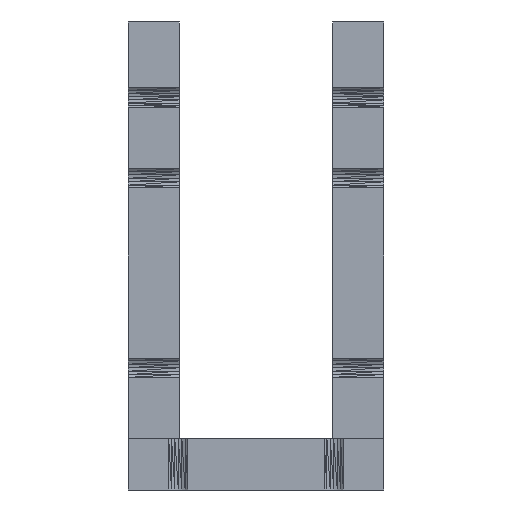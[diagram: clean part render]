
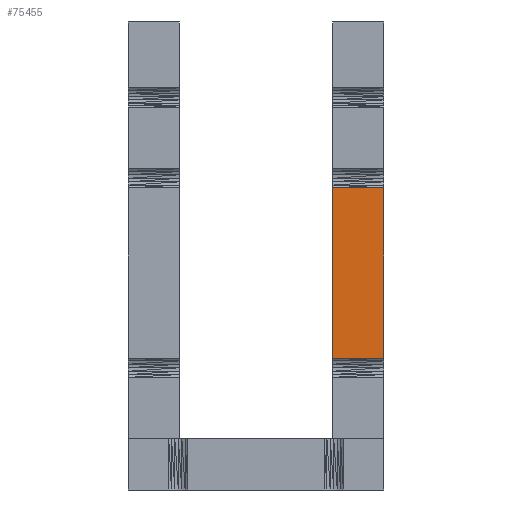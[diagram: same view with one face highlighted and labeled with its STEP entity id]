
A CAD part, front view. The second image highlights one B-rep face of the part: STEP entity #75455.
In plain terms, the highlighted planar face has unit normal (0, 1, 0).
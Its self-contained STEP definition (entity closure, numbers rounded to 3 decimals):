
#47171 = VERTEX_POINT('',#47172);
#47172 = CARTESIAN_POINT('',(6.,0.,-39.5));
#47186 = PLANE('',#47187);
#47187 = AXIS2_PLACEMENT_3D('',#47188,#47189,#47190);
#47188 = CARTESIAN_POINT('',(3.,3.869,-39.5));
#47189 = DIRECTION('',(0.,0.,-1.));
#47190 = DIRECTION('',(-1.,0.,0.));
#69736 = VERTEX_POINT('',#69737);
#69737 = CARTESIAN_POINT('',(0.,0.,-39.5));
#75374 = VERTEX_POINT('',#75375);
#75375 = CARTESIAN_POINT('',(0.,-0.,-19.5));
#75407 = EDGE_CURVE('',#69736,#47171,#75408,.T.);
#75408 = SURFACE_CURVE('',#75409,(#75413,#75420),.PCURVE_S1.);
#75409 = LINE('',#75410,#75411);
#75410 = CARTESIAN_POINT('',(0.,0.,-39.5));
#75411 = VECTOR('',#75412,1.);
#75412 = DIRECTION('',(1.,0.,0.));
#75413 = PCURVE('',#47186,#75414);
#75414 = DEFINITIONAL_REPRESENTATION('',(#75415),#75419);
#75415 = LINE('',#75416,#75417);
#75416 = CARTESIAN_POINT('',(3.,-3.869));
#75417 = VECTOR('',#75418,1.);
#75418 = DIRECTION('',(-1.,0.));
#75419 = ( GEOMETRIC_REPRESENTATION_CONTEXT(2) 
PARAMETRIC_REPRESENTATION_CONTEXT() REPRESENTATION_CONTEXT('2D SPACE',''
  ) );
#75420 = PCURVE('',#75421,#75426);
#75421 = PLANE('',#75422);
#75422 = AXIS2_PLACEMENT_3D('',#75423,#75424,#75425);
#75423 = CARTESIAN_POINT('',(3.,-0.,-29.5));
#75424 = DIRECTION('',(0.,-1.,-0.));
#75425 = DIRECTION('',(0.,0.,-1.));
#75426 = DEFINITIONAL_REPRESENTATION('',(#75427),#75431);
#75427 = LINE('',#75428,#75429);
#75428 = CARTESIAN_POINT('',(10.,-3.));
#75429 = VECTOR('',#75430,1.);
#75430 = DIRECTION('',(0.,1.));
#75431 = ( GEOMETRIC_REPRESENTATION_CONTEXT(2) 
PARAMETRIC_REPRESENTATION_CONTEXT() REPRESENTATION_CONTEXT('2D SPACE',''
  ) );
#75455 = ADVANCED_FACE('',(#75456),#75421,.F.);
#75456 = FACE_BOUND('',#75457,.F.);
#75457 = EDGE_LOOP('',(#75458,#75474,#75490,#75504,#75520,#75534));
#75458 = ORIENTED_EDGE('',*,*,#75459,.T.);
#75459 = EDGE_CURVE('',#47171,#75460,#75462,.T.);
#75460 = VERTEX_POINT('',#75461);
#75461 = CARTESIAN_POINT('',(6.,-0.,-29.5));
#75462 = SURFACE_CURVE('',#75463,(#75467),.PCURVE_S1.);
#75463 = LINE('',#75464,#75465);
#75464 = CARTESIAN_POINT('',(6.,0.,-39.5));
#75465 = VECTOR('',#75466,1.);
#75466 = DIRECTION('',(0.,-0.,1.));
#75467 = PCURVE('',#75421,#75468);
#75468 = DEFINITIONAL_REPRESENTATION('',(#75469),#75473);
#75469 = LINE('',#75470,#75471);
#75470 = CARTESIAN_POINT('',(10.,3.));
#75471 = VECTOR('',#75472,1.);
#75472 = DIRECTION('',(-1.,0.));
#75473 = ( GEOMETRIC_REPRESENTATION_CONTEXT(2) 
PARAMETRIC_REPRESENTATION_CONTEXT() REPRESENTATION_CONTEXT('2D SPACE',''
  ) );
#75474 = ORIENTED_EDGE('',*,*,#75475,.T.);
#75475 = EDGE_CURVE('',#75460,#75476,#75478,.T.);
#75476 = VERTEX_POINT('',#75477);
#75477 = CARTESIAN_POINT('',(6.,-0.,-19.5));
#75478 = SURFACE_CURVE('',#75479,(#75483),.PCURVE_S1.);
#75479 = LINE('',#75480,#75481);
#75480 = CARTESIAN_POINT('',(6.,-0.,-29.5));
#75481 = VECTOR('',#75482,1.);
#75482 = DIRECTION('',(0.,0.,1.));
#75483 = PCURVE('',#75421,#75484);
#75484 = DEFINITIONAL_REPRESENTATION('',(#75485),#75489);
#75485 = LINE('',#75486,#75487);
#75486 = CARTESIAN_POINT('',(0.,3.));
#75487 = VECTOR('',#75488,1.);
#75488 = DIRECTION('',(-1.,0.));
#75489 = ( GEOMETRIC_REPRESENTATION_CONTEXT(2) 
PARAMETRIC_REPRESENTATION_CONTEXT() REPRESENTATION_CONTEXT('2D SPACE',''
  ) );
#75490 = ORIENTED_EDGE('',*,*,#75491,.T.);
#75491 = EDGE_CURVE('',#75476,#75374,#75492,.T.);
#75492 = SURFACE_CURVE('',#75493,(#75497),.PCURVE_S1.);
#75493 = LINE('',#75494,#75495);
#75494 = CARTESIAN_POINT('',(6.,-0.,-19.5));
#75495 = VECTOR('',#75496,1.);
#75496 = DIRECTION('',(-1.,0.,0.));
#75497 = PCURVE('',#75421,#75498);
#75498 = DEFINITIONAL_REPRESENTATION('',(#75499),#75503);
#75499 = LINE('',#75500,#75501);
#75500 = CARTESIAN_POINT('',(-10.,3.));
#75501 = VECTOR('',#75502,1.);
#75502 = DIRECTION('',(0.,-1.));
#75503 = ( GEOMETRIC_REPRESENTATION_CONTEXT(2) 
PARAMETRIC_REPRESENTATION_CONTEXT() REPRESENTATION_CONTEXT('2D SPACE',''
  ) );
#75504 = ORIENTED_EDGE('',*,*,#75505,.T.);
#75505 = EDGE_CURVE('',#75374,#75506,#75508,.T.);
#75506 = VERTEX_POINT('',#75507);
#75507 = CARTESIAN_POINT('',(0.,-0.,-29.5));
#75508 = SURFACE_CURVE('',#75509,(#75513),.PCURVE_S1.);
#75509 = LINE('',#75510,#75511);
#75510 = CARTESIAN_POINT('',(0.,-0.,-19.5));
#75511 = VECTOR('',#75512,1.);
#75512 = DIRECTION('',(0.,0.,-1.));
#75513 = PCURVE('',#75421,#75514);
#75514 = DEFINITIONAL_REPRESENTATION('',(#75515),#75519);
#75515 = LINE('',#75516,#75517);
#75516 = CARTESIAN_POINT('',(-10.,-3.));
#75517 = VECTOR('',#75518,1.);
#75518 = DIRECTION('',(1.,0.));
#75519 = ( GEOMETRIC_REPRESENTATION_CONTEXT(2) 
PARAMETRIC_REPRESENTATION_CONTEXT() REPRESENTATION_CONTEXT('2D SPACE',''
  ) );
#75520 = ORIENTED_EDGE('',*,*,#75521,.T.);
#75521 = EDGE_CURVE('',#75506,#69736,#75522,.T.);
#75522 = SURFACE_CURVE('',#75523,(#75527),.PCURVE_S1.);
#75523 = LINE('',#75524,#75525);
#75524 = CARTESIAN_POINT('',(0.,-0.,-29.5));
#75525 = VECTOR('',#75526,1.);
#75526 = DIRECTION('',(0.,0.,-1.));
#75527 = PCURVE('',#75421,#75528);
#75528 = DEFINITIONAL_REPRESENTATION('',(#75529),#75533);
#75529 = LINE('',#75530,#75531);
#75530 = CARTESIAN_POINT('',(0.,-3.));
#75531 = VECTOR('',#75532,1.);
#75532 = DIRECTION('',(1.,0.));
#75533 = ( GEOMETRIC_REPRESENTATION_CONTEXT(2) 
PARAMETRIC_REPRESENTATION_CONTEXT() REPRESENTATION_CONTEXT('2D SPACE',''
  ) );
#75534 = ORIENTED_EDGE('',*,*,#75407,.T.);
